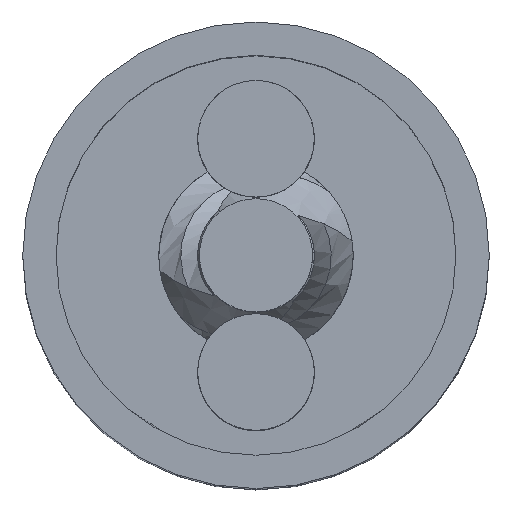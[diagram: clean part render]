
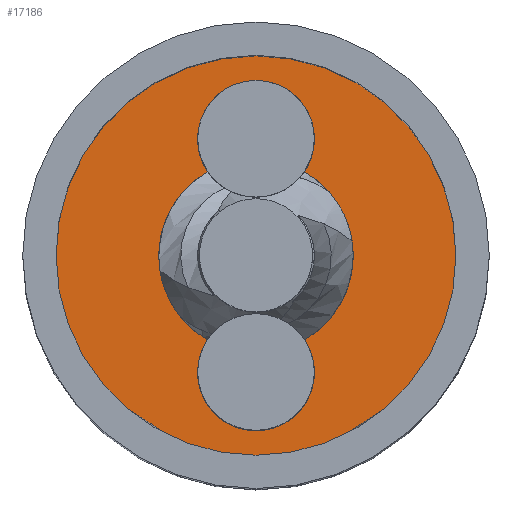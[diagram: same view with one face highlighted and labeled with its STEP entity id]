
A CAD part, top view. The second image highlights one B-rep face of the part: STEP entity #17186.
In plain terms, the highlighted planar face has unit normal (0, 0, 1).
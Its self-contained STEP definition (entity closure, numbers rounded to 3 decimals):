
#16259 = CYLINDRICAL_SURFACE('',#16260,35.);
#16260 = AXIS2_PLACEMENT_3D('',#16261,#16262,#16263);
#16261 = CARTESIAN_POINT('',(0.,70.,0.));
#16262 = DIRECTION('',(-0.,-0.,-1.));
#16263 = DIRECTION('',(1.,0.,0.));
#16288 = CYLINDRICAL_SURFACE('',#16289,58.333);
#16289 = AXIS2_PLACEMENT_3D('',#16290,#16291,#16292);
#16290 = CARTESIAN_POINT('',(0.,0.,0.));
#16291 = DIRECTION('',(-0.,-0.,-1.));
#16292 = DIRECTION('',(1.,0.,0.));
#16317 = CYLINDRICAL_SURFACE('',#16318,35.);
#16318 = AXIS2_PLACEMENT_3D('',#16319,#16320,#16321);
#16319 = CARTESIAN_POINT('',(0.,-70.,0.));
#16320 = DIRECTION('',(-0.,-0.,-1.));
#16321 = DIRECTION('',(1.,0.,0.));
#16344 = CYLINDRICAL_SURFACE('',#16345,58.333);
#16345 = AXIS2_PLACEMENT_3D('',#16346,#16347,#16348);
#16346 = CARTESIAN_POINT('',(0.,0.,0.));
#16347 = DIRECTION('',(-0.,-0.,-1.));
#16348 = DIRECTION('',(1.,0.,0.));
#16383 = CYLINDRICAL_SURFACE('',#16384,120.);
#16384 = AXIS2_PLACEMENT_3D('',#16385,#16386,#16387);
#16385 = CARTESIAN_POINT('',(0.,0.,290.));
#16386 = DIRECTION('',(-0.,-0.,-1.));
#16387 = DIRECTION('',(1.,0.,0.));
#16925 = VERTEX_POINT('',#16926);
#16926 = CARTESIAN_POINT('',(29.102,50.556,290.));
#16947 = VERTEX_POINT('',#16948);
#16948 = CARTESIAN_POINT('',(-29.102,50.556,290.));
#16967 = EDGE_CURVE('',#16947,#16925,#16968,.T.);
#16968 = SURFACE_CURVE('',#16969,(#16974,#16981),.PCURVE_S1.);
#16969 = CIRCLE('',#16970,35.);
#16970 = AXIS2_PLACEMENT_3D('',#16971,#16972,#16973);
#16971 = CARTESIAN_POINT('',(0.,70.,290.));
#16972 = DIRECTION('',(0.,0.,-1.));
#16973 = DIRECTION('',(1.,0.,0.));
#16974 = PCURVE('',#16259,#16975);
#16975 = DEFINITIONAL_REPRESENTATION('',(#16976),#16980);
#16976 = LINE('',#16977,#16978);
#16977 = CARTESIAN_POINT('',(0.,-290.));
#16978 = VECTOR('',#16979,1.);
#16979 = DIRECTION('',(1.,-0.));
#16980 = ( GEOMETRIC_REPRESENTATION_CONTEXT(2) 
PARAMETRIC_REPRESENTATION_CONTEXT() REPRESENTATION_CONTEXT('2D SPACE',''
  ) );
#16981 = PCURVE('',#16982,#16987);
#16982 = PLANE('',#16983);
#16983 = AXIS2_PLACEMENT_3D('',#16984,#16985,#16986);
#16984 = CARTESIAN_POINT('',(0.,0.,290.
    ));
#16985 = DIRECTION('',(0.,0.,1.));
#16986 = DIRECTION('',(1.,0.,-0.));
#16987 = DEFINITIONAL_REPRESENTATION('',(#16988),#16996);
#16988 = ( BOUNDED_CURVE() B_SPLINE_CURVE(2,(#16989,#16990,#16991,#16992
    ,#16993,#16994,#16995),.UNSPECIFIED.,.T.,.F.) 
B_SPLINE_CURVE_WITH_KNOTS((1,2,2,2,2,1),(-2.094,0.,
    2.094,4.189,6.283,8.378),
.UNSPECIFIED.) CURVE() GEOMETRIC_REPRESENTATION_ITEM() 
RATIONAL_B_SPLINE_CURVE((1.,0.5,1.,0.5,1.,0.5,1.)) REPRESENTATION_ITEM(
  '') );
#16989 = CARTESIAN_POINT('',(35.,70.));
#16990 = CARTESIAN_POINT('',(35.,9.378));
#16991 = CARTESIAN_POINT('',(-17.5,39.689));
#16992 = CARTESIAN_POINT('',(-70.,70.));
#16993 = CARTESIAN_POINT('',(-17.5,100.311));
#16994 = CARTESIAN_POINT('',(35.,130.622));
#16995 = CARTESIAN_POINT('',(35.,70.));
#16996 = ( GEOMETRIC_REPRESENTATION_CONTEXT(2) 
PARAMETRIC_REPRESENTATION_CONTEXT() REPRESENTATION_CONTEXT('2D SPACE',''
  ) );
#17002 = EDGE_CURVE('',#16925,#17003,#17005,.T.);
#17003 = VERTEX_POINT('',#17004);
#17004 = CARTESIAN_POINT('',(29.102,-50.556,290.));
#17005 = SURFACE_CURVE('',#17006,(#17011,#17018),.PCURVE_S1.);
#17006 = CIRCLE('',#17007,58.333);
#17007 = AXIS2_PLACEMENT_3D('',#17008,#17009,#17010);
#17008 = CARTESIAN_POINT('',(0.,0.,290.));
#17009 = DIRECTION('',(0.,0.,-1.));
#17010 = DIRECTION('',(1.,0.,0.));
#17011 = PCURVE('',#16288,#17012);
#17012 = DEFINITIONAL_REPRESENTATION('',(#17013),#17017);
#17013 = LINE('',#17014,#17015);
#17014 = CARTESIAN_POINT('',(-6.283,-290.));
#17015 = VECTOR('',#17016,1.);
#17016 = DIRECTION('',(1.,-0.));
#17017 = ( GEOMETRIC_REPRESENTATION_CONTEXT(2) 
PARAMETRIC_REPRESENTATION_CONTEXT() REPRESENTATION_CONTEXT('2D SPACE',''
  ) );
#17018 = PCURVE('',#16982,#17019);
#17019 = DEFINITIONAL_REPRESENTATION('',(#17020),#17028);
#17020 = ( BOUNDED_CURVE() B_SPLINE_CURVE(2,(#17021,#17022,#17023,#17024
    ,#17025,#17026,#17027),.UNSPECIFIED.,.T.,.F.) 
B_SPLINE_CURVE_WITH_KNOTS((1,2,2,2,2,1),(-2.094,0.,
    2.094,4.189,6.283,8.378),
.UNSPECIFIED.) CURVE() GEOMETRIC_REPRESENTATION_ITEM() 
RATIONAL_B_SPLINE_CURVE((1.,0.5,1.,0.5,1.,0.5,1.)) REPRESENTATION_ITEM(
  '') );
#17021 = CARTESIAN_POINT('',(58.333,0.));
#17022 = CARTESIAN_POINT('',(58.333,-101.036));
#17023 = CARTESIAN_POINT('',(-29.167,-50.518));
#17024 = CARTESIAN_POINT('',(-116.667,0.));
#17025 = CARTESIAN_POINT('',(-29.167,50.518));
#17026 = CARTESIAN_POINT('',(58.333,101.036));
#17027 = CARTESIAN_POINT('',(58.333,0.));
#17028 = ( GEOMETRIC_REPRESENTATION_CONTEXT(2) 
PARAMETRIC_REPRESENTATION_CONTEXT() REPRESENTATION_CONTEXT('2D SPACE',''
  ) );
#17054 = VERTEX_POINT('',#17055);
#17055 = CARTESIAN_POINT('',(-29.102,-50.556,290.));
#17076 = EDGE_CURVE('',#17003,#17054,#17077,.T.);
#17077 = SURFACE_CURVE('',#17078,(#17083,#17090),.PCURVE_S1.);
#17078 = CIRCLE('',#17079,35.);
#17079 = AXIS2_PLACEMENT_3D('',#17080,#17081,#17082);
#17080 = CARTESIAN_POINT('',(0.,-70.,290.));
#17081 = DIRECTION('',(0.,0.,-1.));
#17082 = DIRECTION('',(1.,0.,0.));
#17083 = PCURVE('',#16317,#17084);
#17084 = DEFINITIONAL_REPRESENTATION('',(#17085),#17089);
#17085 = LINE('',#17086,#17087);
#17086 = CARTESIAN_POINT('',(-6.283,-290.));
#17087 = VECTOR('',#17088,1.);
#17088 = DIRECTION('',(1.,-0.));
#17089 = ( GEOMETRIC_REPRESENTATION_CONTEXT(2) 
PARAMETRIC_REPRESENTATION_CONTEXT() REPRESENTATION_CONTEXT('2D SPACE',''
  ) );
#17090 = PCURVE('',#16982,#17091);
#17091 = DEFINITIONAL_REPRESENTATION('',(#17092),#17100);
#17092 = ( BOUNDED_CURVE() B_SPLINE_CURVE(2,(#17093,#17094,#17095,#17096
    ,#17097,#17098,#17099),.UNSPECIFIED.,.T.,.F.) 
B_SPLINE_CURVE_WITH_KNOTS((1,2,2,2,2,1),(-2.094,0.,
    2.094,4.189,6.283,8.378),
.UNSPECIFIED.) CURVE() GEOMETRIC_REPRESENTATION_ITEM() 
RATIONAL_B_SPLINE_CURVE((1.,0.5,1.,0.5,1.,0.5,1.)) REPRESENTATION_ITEM(
  '') );
#17093 = CARTESIAN_POINT('',(35.,-70.));
#17094 = CARTESIAN_POINT('',(35.,-130.622));
#17095 = CARTESIAN_POINT('',(-17.5,-100.311));
#17096 = CARTESIAN_POINT('',(-70.,-70.));
#17097 = CARTESIAN_POINT('',(-17.5,-39.689));
#17098 = CARTESIAN_POINT('',(35.,-9.378));
#17099 = CARTESIAN_POINT('',(35.,-70.));
#17100 = ( GEOMETRIC_REPRESENTATION_CONTEXT(2) 
PARAMETRIC_REPRESENTATION_CONTEXT() REPRESENTATION_CONTEXT('2D SPACE',''
  ) );
#17106 = EDGE_CURVE('',#17054,#16947,#17107,.T.);
#17107 = SURFACE_CURVE('',#17108,(#17113,#17120),.PCURVE_S1.);
#17108 = CIRCLE('',#17109,58.333);
#17109 = AXIS2_PLACEMENT_3D('',#17110,#17111,#17112);
#17110 = CARTESIAN_POINT('',(0.,0.,290.));
#17111 = DIRECTION('',(0.,0.,-1.));
#17112 = DIRECTION('',(1.,0.,0.));
#17113 = PCURVE('',#16344,#17114);
#17114 = DEFINITIONAL_REPRESENTATION('',(#17115),#17119);
#17115 = LINE('',#17116,#17117);
#17116 = CARTESIAN_POINT('',(0.,-290.));
#17117 = VECTOR('',#17118,1.);
#17118 = DIRECTION('',(1.,-0.));
#17119 = ( GEOMETRIC_REPRESENTATION_CONTEXT(2) 
PARAMETRIC_REPRESENTATION_CONTEXT() REPRESENTATION_CONTEXT('2D SPACE',''
  ) );
#17120 = PCURVE('',#16982,#17121);
#17121 = DEFINITIONAL_REPRESENTATION('',(#17122),#17130);
#17122 = ( BOUNDED_CURVE() B_SPLINE_CURVE(2,(#17123,#17124,#17125,#17126
    ,#17127,#17128,#17129),.UNSPECIFIED.,.T.,.F.) 
B_SPLINE_CURVE_WITH_KNOTS((1,2,2,2,2,1),(-2.094,0.,
    2.094,4.189,6.283,8.378),
.UNSPECIFIED.) CURVE() GEOMETRIC_REPRESENTATION_ITEM() 
RATIONAL_B_SPLINE_CURVE((1.,0.5,1.,0.5,1.,0.5,1.)) REPRESENTATION_ITEM(
  '') );
#17123 = CARTESIAN_POINT('',(58.333,0.));
#17124 = CARTESIAN_POINT('',(58.333,-101.036));
#17125 = CARTESIAN_POINT('',(-29.167,-50.518));
#17126 = CARTESIAN_POINT('',(-116.667,0.));
#17127 = CARTESIAN_POINT('',(-29.167,50.518));
#17128 = CARTESIAN_POINT('',(58.333,101.036));
#17129 = CARTESIAN_POINT('',(58.333,0.));
#17130 = ( GEOMETRIC_REPRESENTATION_CONTEXT(2) 
PARAMETRIC_REPRESENTATION_CONTEXT() REPRESENTATION_CONTEXT('2D SPACE',''
  ) );
#17139 = VERTEX_POINT('',#17140);
#17140 = CARTESIAN_POINT('',(120.,0.,290.));
#17161 = EDGE_CURVE('',#17139,#17139,#17162,.T.);
#17162 = SURFACE_CURVE('',#17163,(#17168,#17175),.PCURVE_S1.);
#17163 = CIRCLE('',#17164,120.);
#17164 = AXIS2_PLACEMENT_3D('',#17165,#17166,#17167);
#17165 = CARTESIAN_POINT('',(0.,0.,290.));
#17166 = DIRECTION('',(0.,0.,1.));
#17167 = DIRECTION('',(1.,0.,-0.));
#17168 = PCURVE('',#16383,#17169);
#17169 = DEFINITIONAL_REPRESENTATION('',(#17170),#17174);
#17170 = LINE('',#17171,#17172);
#17171 = CARTESIAN_POINT('',(6.283,0.));
#17172 = VECTOR('',#17173,1.);
#17173 = DIRECTION('',(-1.,0.));
#17174 = ( GEOMETRIC_REPRESENTATION_CONTEXT(2) 
PARAMETRIC_REPRESENTATION_CONTEXT() REPRESENTATION_CONTEXT('2D SPACE',''
  ) );
#17175 = PCURVE('',#16982,#17176);
#17176 = DEFINITIONAL_REPRESENTATION('',(#17177),#17181);
#17177 = CIRCLE('',#17178,120.);
#17178 = AXIS2_PLACEMENT_2D('',#17179,#17180);
#17179 = CARTESIAN_POINT('',(0.,0.));
#17180 = DIRECTION('',(1.,0.));
#17181 = ( GEOMETRIC_REPRESENTATION_CONTEXT(2) 
PARAMETRIC_REPRESENTATION_CONTEXT() REPRESENTATION_CONTEXT('2D SPACE',''
  ) );
#17186 = ADVANCED_FACE('',(#17187,#17190),#16982,.T.);
#17187 = FACE_BOUND('',#17188,.T.);
#17188 = EDGE_LOOP('',(#17189));
#17189 = ORIENTED_EDGE('',*,*,#17161,.T.);
#17190 = FACE_BOUND('',#17191,.T.);
#17191 = EDGE_LOOP('',(#17192,#17193,#17194,#17195));
#17192 = ORIENTED_EDGE('',*,*,#17106,.T.);
#17193 = ORIENTED_EDGE('',*,*,#16967,.T.);
#17194 = ORIENTED_EDGE('',*,*,#17002,.T.);
#17195 = ORIENTED_EDGE('',*,*,#17076,.T.);
